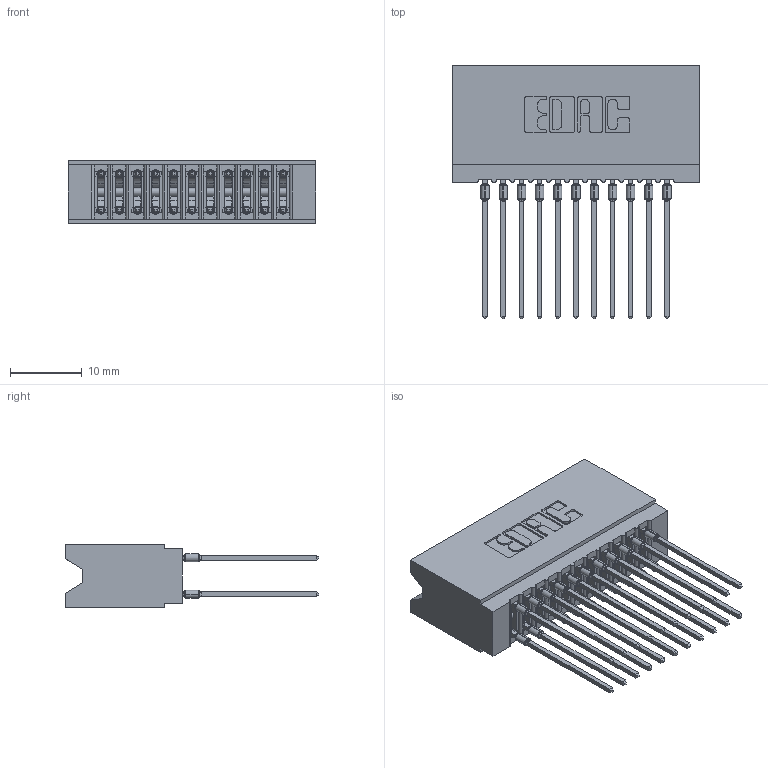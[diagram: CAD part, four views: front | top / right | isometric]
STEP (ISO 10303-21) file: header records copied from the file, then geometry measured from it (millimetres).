
FILE_DESCRIPTION (( 'STEP AP203' ), '1' );
FILE_NAME ('745-022-541-206.STEP', '2026-02-26T16:27:04', ( '' ), ( '' ), 'SwSTEP 2.0', 'SolidWorks 2023', '' );
FILE_SCHEMA (( 'CONFIG_CONTROL_DESIGN' ));
Length unit declared in the file: millimetre
Products named in the file (3): 745-292-001_541; 745-022-541-206; 745 Part_Insulator Option - 06
Assembly tree (23 placements, depth 2):
  745-022-541-206
    745 Part_Insulator Option - 06
    745-292-001_541  x22
Bounding box: 34.54 x 35.45 x 8.89 mm (x, y, z)
Volume: 3383.6 mm3; surface area: 6624.8 mm2
Topology: 23 solids, 23 shells, 2065 faces, 5551 edges, 3494 vertices
Faces by surface type: plane 1068, bspline 440, cylinder 425, torus 132
Entity records: 22771 total; most frequent: CARTESIAN_POINT 4462, ORIENTED_EDGE 3836, DIRECTION 3378, EDGE_CURVE 1918, LINE 1670, VECTOR 1670, VERTEX_POINT 1226, AXIS2_PLACEMENT_3D 854
